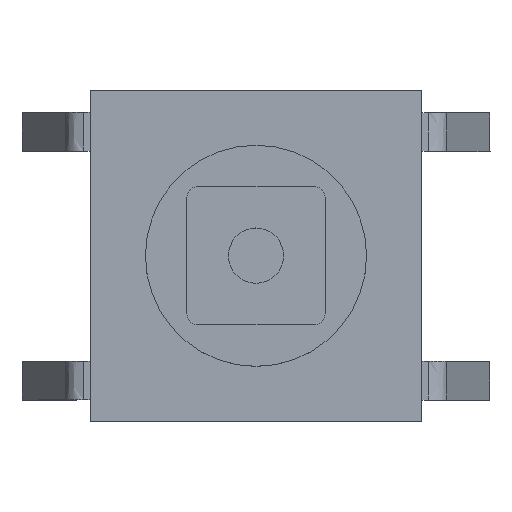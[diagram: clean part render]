
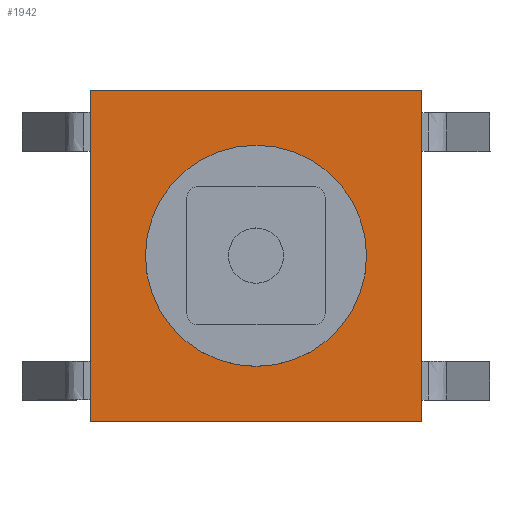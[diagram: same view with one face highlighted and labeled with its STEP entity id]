
A CAD part, top view. The second image highlights one B-rep face of the part: STEP entity #1942.
In plain terms, the highlighted planar face has unit normal (0, 0, 1).
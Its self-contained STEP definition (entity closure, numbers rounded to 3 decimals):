
#421=FACE_OUTER_BOUND('',#571,.T.);
#571=EDGE_LOOP('',(#1313,#1314,#1315,#1316));
#722=LINE('',#2296,#769);
#725=LINE('',#2302,#772);
#728=LINE('',#2308,#775);
#731=LINE('',#2312,#778);
#769=VECTOR('',#2157,10.);
#772=VECTOR('',#2162,10.);
#775=VECTOR('',#2167,10.);
#778=VECTOR('',#2172,10.);
#816=VERTEX_POINT('',#2293);
#817=VERTEX_POINT('',#2295);
#819=VERTEX_POINT('',#2301);
#821=VERTEX_POINT('',#2307);
#990=EDGE_CURVE('',#817,#816,#722,.T.);
#993=EDGE_CURVE('',#819,#817,#725,.T.);
#996=EDGE_CURVE('',#821,#819,#728,.T.);
#999=EDGE_CURVE('',#816,#821,#731,.T.);
#1313=ORIENTED_EDGE('',*,*,#999,.T.);
#1314=ORIENTED_EDGE('',*,*,#996,.T.);
#1315=ORIENTED_EDGE('',*,*,#993,.T.);
#1316=ORIENTED_EDGE('',*,*,#990,.T.);
#1919=PLANE('',#2111);
#1942=ADVANCED_FACE('',(#421),#1919,.T.);
#2111=AXIS2_PLACEMENT_3D('',#2313,#2173,#2174);
#2157=DIRECTION('',(0.,-1.,0.));
#2162=DIRECTION('',(-1.,0.,0.));
#2167=DIRECTION('',(0.,1.,0.));
#2172=DIRECTION('',(1.,0.,0.));
#2173=DIRECTION('center_axis',(0.,0.,1.));
#2174=DIRECTION('ref_axis',(1.,0.,0.));
#2293=CARTESIAN_POINT('',(-3.,-3.,3.4));
#2295=CARTESIAN_POINT('',(-3.,3.,3.4));
#2296=CARTESIAN_POINT('',(-3.,-3.,3.4));
#2301=CARTESIAN_POINT('',(3.,3.,3.4));
#2302=CARTESIAN_POINT('',(-3.,3.,3.4));
#2307=CARTESIAN_POINT('',(3.,-3.,3.4));
#2308=CARTESIAN_POINT('',(3.,3.,3.4));
#2312=CARTESIAN_POINT('',(3.,-3.,3.4));
#2313=CARTESIAN_POINT('Origin',(0.,0.,
3.4));
